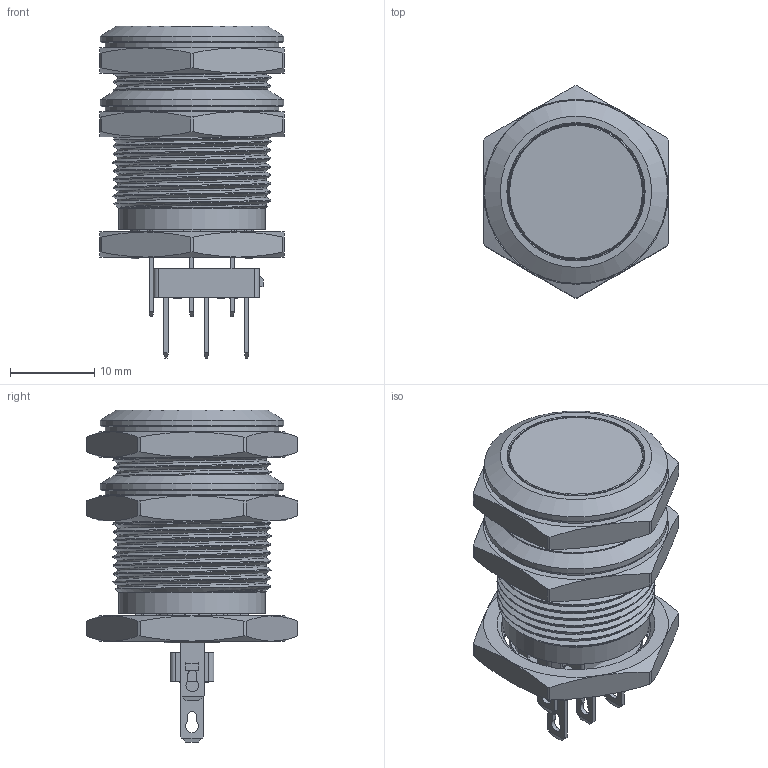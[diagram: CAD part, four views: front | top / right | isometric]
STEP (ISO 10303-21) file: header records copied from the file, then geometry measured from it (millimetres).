
FILE_DESCRIPTION( ( 'STEP AP214' ), '1' );
FILE_NAME( '19mm non-illuminated pushbutton.stp', '2014-05-13T05:36:55', ( ' ' ), ( ' ' ), 'XStep 1.0', ' ', ' ' );
FILE_SCHEMA( ( 'CONFIG_CONTROL_DESIGN) ( )' ) );
Length unit declared in the file: metre
Products named in the file (8): Assem1; Assem2; 26; 23; R_series-P-19mm sa-metal fixing nut-hex; R_series-M-19mm snap action-front cap_non light; 19; plastic housing_12
Bounding box: 22 x 25.2 x 39.5 mm (x, y, z)
Volume: 12307 mm3; surface area: 15414.6 mm2
Topology: 16 solids, 16 shells, 892 faces, 2262 edges, 1435 vertices
Faces by surface type: plane 497, cylinder 225, cone 72, torus 32, bspline 30, extrusion 28, sphere 8
Full cylindrical faces by diameter (mm): 15.5 x2, 16 x3, 16.25 x3, 16.7 x2, 16.8 x3, 17.2 x3, 17.5 x3, 17.6 x3, 17.8 x3, 20.7 x3, 21.8 x3
Entity records: 15104 total; most frequent: CARTESIAN_POINT 4931, ORIENTED_EDGE 2046, DIRECTION 1954, EDGE_CURVE 1023, VERTEX_POINT 666, VECTOR 654, AXIS2_PLACEMENT_3D 650, LINE 640
